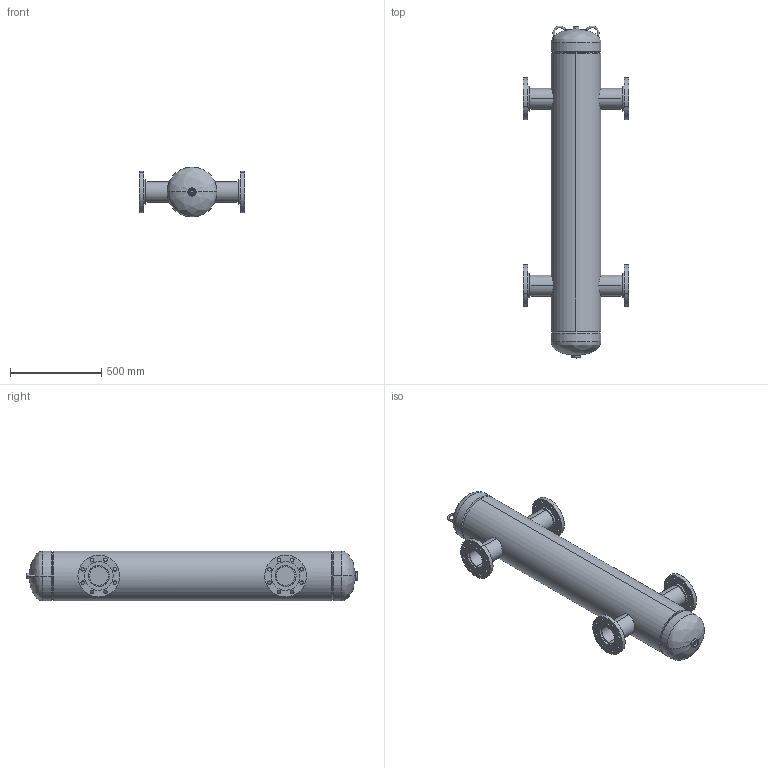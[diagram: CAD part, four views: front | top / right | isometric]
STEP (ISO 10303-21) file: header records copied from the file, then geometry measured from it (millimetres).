
FILE_DESCRIPTION (( 'STEP AP203' ), '1' );
FILE_NAME ('PSA-4.STEP', '2021-03-11T19:23:36', ( '' ), ( '' ), 'SwSTEP 2.0', 'SolidWorks 2021', '' );
FILE_SCHEMA (( 'CONFIG_CONTROL_DESIGN' ));
Length unit declared in the file: inch
Products named in the file (12): 9201570; 99K0010; 9461070; 9301090_6.75; PSA-4; 9400526; 99P0361_59.875; 9400540; 9500050; 99J0004; 9500030
Assembly tree (25 placements, depth 2):
  PSA-4
    99P0361_59.875
    9201570
    9201570
    9500030
    9500050
    9301090_6.75  x4
    9461070  x4
    9400526  x2
    9400540  x2
    99J0004  x4
    99K0010  x4
Bounding box: 577.85 x 1816.92 x 273.05 mm (x, y, z)
Volume: 18061432.9 mm3; surface area: 4407627.3 mm2
Topology: 25 solids, 25 shells, 272 faces, 624 edges, 412 vertices
Faces by surface type: cylinder 156, plane 96, bspline 8, cone 8, torus 4
Entity records: 6876 total; most frequent: CARTESIAN_POINT 2262, DIRECTION 682, ORIENTED_EDGE 552, AXIS2_PLACEMENT_3D 288, EDGE_CURVE 276, VERTEX_POINT 180, EDGE_LOOP 164, CIRCLE 146
